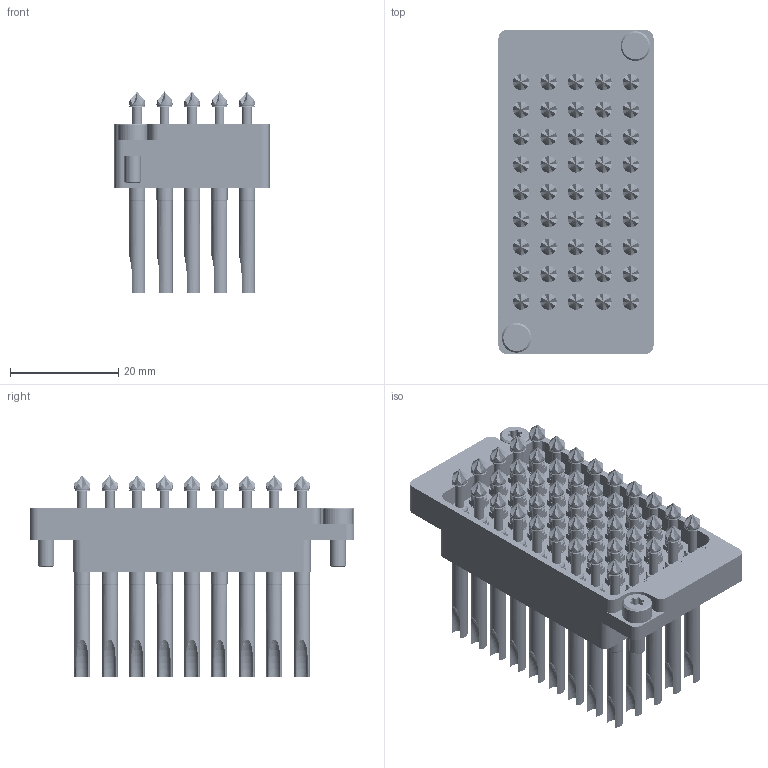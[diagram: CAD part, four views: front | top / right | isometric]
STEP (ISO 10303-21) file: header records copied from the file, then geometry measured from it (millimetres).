
FILE_DESCRIPTION (( 'STEP AP203' ), '1' );
FILE_NAME ('INGUN_30963.STEP', '2023-05-10T12:10:48', ( '' ), ( '' ), 'SwSTEP 2.0', 'SolidWorks 2021', '' );
FILE_SCHEMA (( 'CONFIG_CONTROL_DESIGN' ));
Length unit declared in the file: millimetre
Products named in the file (7): INGUN_30963; DIN912~n_M03,0x008; 30962~4_S; KS-113-Master__ADA~ks_KS-113 30 M2-R; INFO_4622~1_SBP-T_Kontaktierung-Seite<S>; 30962~4; HSS-120-0090__ADA~hss_S
Assembly tree (95 placements, depth 3):
  INGUN_30963
    30962~4_S
      30962~4
      INFO_4622~1_SBP-T_Kontaktierung-Seite<S>
    KS-113-Master__ADA~ks_KS-113 30 M2-R  x45
    HSS-120-0090__ADA~hss_S  x45
    DIN912~n_M03,0x008  x2
Bounding box: 28.7 x 60 x 37.3 mm (x, y, z)
Volume: 23574.1 mm3; surface area: 32239.1 mm2
Topology: 199 solids, 199 shells, 15297 faces, 36169 edges, 21545 vertices
Faces by surface type: plane 10999, cylinder 3079, bspline 626, torus 315, cone 278
Entity records: 29766 total; most frequent: CARTESIAN_POINT 9361, DIRECTION 3567, ORIENTED_EDGE 3556, EDGE_CURVE 1778, AXIS2_PLACEMENT_3D 1277, VERTEX_POINT 1127, LINE 1013, VECTOR 1013
